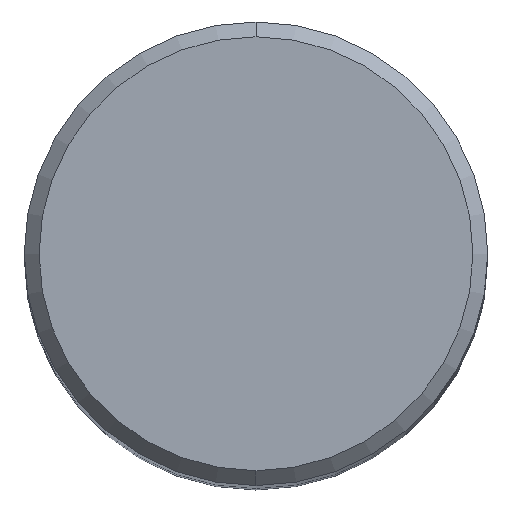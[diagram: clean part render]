
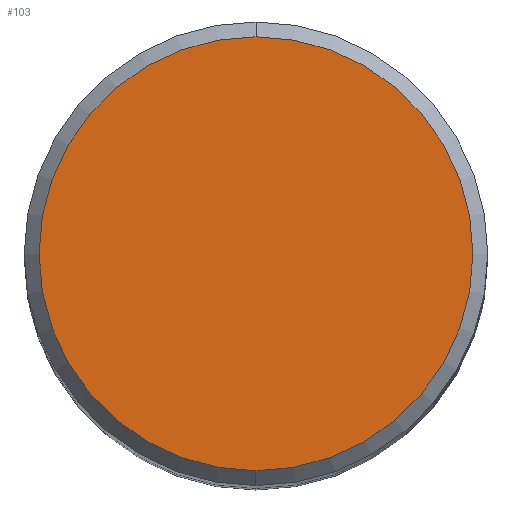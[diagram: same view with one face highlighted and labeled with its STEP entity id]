
A CAD part, top view. The second image highlights one B-rep face of the part: STEP entity #103.
In plain terms, the highlighted planar face has unit normal (0, 0, 1).
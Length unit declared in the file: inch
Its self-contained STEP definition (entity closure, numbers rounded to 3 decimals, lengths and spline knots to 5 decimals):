
#26 = FACE_OUTER_BOUND ( 'NONE', #130, .T. ) ;
#31 = DIRECTION ( 'NONE',  ( 0., -1., 0. ) ) ;
#34 = AXIS2_PLACEMENT_3D ( 'NONE', #37, #326, #231 ) ;
#37 = CARTESIAN_POINT ( 'NONE',  ( 0., 0., 0. ) ) ;
#49 = ORIENTED_EDGE ( 'NONE', *, *, #254, .T. ) ;
#51 = CIRCLE ( 'NONE', #271, 0.2925 ) ;
#98 = CARTESIAN_POINT ( 'NONE',  ( 0., 0., 0. ) ) ;
#103 = ADVANCED_FACE ( 'NONE', ( #26 ), #159, .F. ) ;
#119 = ORIENTED_EDGE ( 'NONE', *, *, #281, .T. ) ;
#130 = EDGE_LOOP ( 'NONE', ( #49, #119 ) ) ;
#133 = DIRECTION ( 'NONE',  ( 0., 0., 1. ) ) ;
#154 = CARTESIAN_POINT ( 'NONE',  ( 0., 0.2925, 0. ) ) ;
#159 = PLANE ( 'NONE',  #270 ) ;
#164 = CARTESIAN_POINT ( 'NONE',  ( 0., 0.2925, 0. ) ) ;
#216 = CARTESIAN_POINT ( 'NONE',  ( 0., -0.2925, 0. ) ) ;
#231 = DIRECTION ( 'NONE',  ( 0., -1., 0. ) ) ;
#254 = EDGE_CURVE ( 'NONE', #341, #374, #364, .T. ) ;
#270 = AXIS2_PLACEMENT_3D ( 'NONE', #154, #285, #409 ) ;
#271 = AXIS2_PLACEMENT_3D ( 'NONE', #98, #133, #31 ) ;
#281 = EDGE_CURVE ( 'NONE', #374, #341, #51, .T. ) ;
#285 = DIRECTION ( 'NONE',  ( 0., 0., -1. ) ) ;
#326 = DIRECTION ( 'NONE',  ( 0., 0., 1. ) ) ;
#341 = VERTEX_POINT ( 'NONE', #164 ) ;
#364 = CIRCLE ( 'NONE', #34, 0.2925 ) ;
#374 = VERTEX_POINT ( 'NONE', #216 ) ;
#409 = DIRECTION ( 'NONE',  ( 0., 1., 0. ) ) ;
